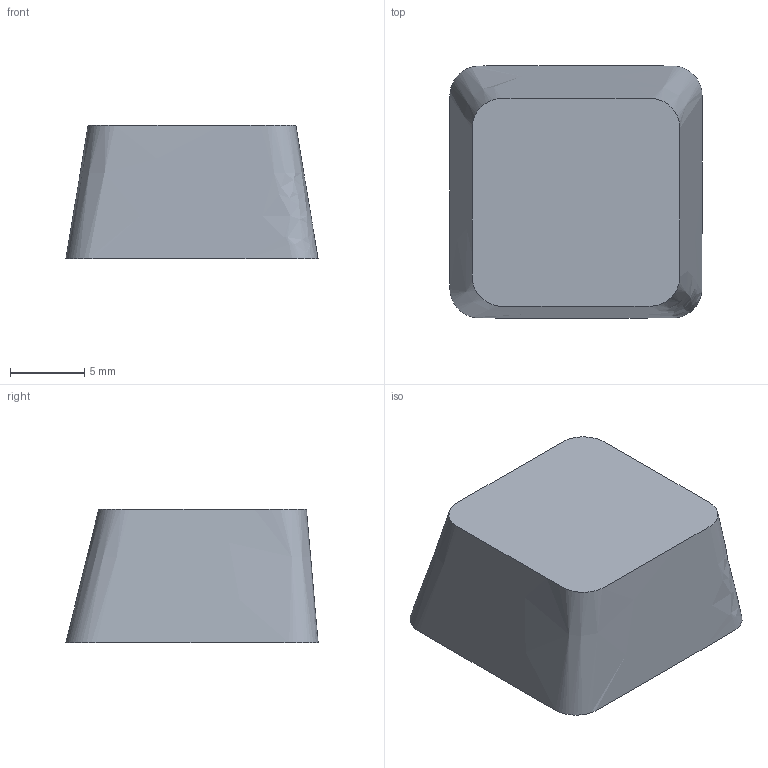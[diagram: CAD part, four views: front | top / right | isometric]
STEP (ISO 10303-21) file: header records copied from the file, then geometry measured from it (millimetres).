
FILE_DESCRIPTION(/* description */ (''),/* implementation_level */ '2;1');
FILE_NAME(/* name */ 'keycap.step',/* time_stamp */ '2023-04-22T19:27:38+03:00',/* author */ (''),/* organization */ (''),/* preprocessor_version */ 'ST-DEVELOPER v19.2',/* originating_system */ 'Autodesk Translation Framework v12.4.0.73',/* authorisation */ '');
FILE_SCHEMA (('AUTOMOTIVE_DESIGN { 1 0 10303 214 3 1 1 }'));
Length unit declared in the file: millimetre
Products named in the file (1): Keycap flat
Bounding box: 17 x 17 x 9 mm (x, y, z)
Volume: 760.9 mm3; surface area: 1654.2 mm2
Topology: 1 solids, 1 shells, 35 faces, 93 edges, 62 vertices
Faces by surface type: plane 32, bspline 2, cylinder 1
Full cylindrical faces by diameter (mm): 5.6 x1
Entity records: 2639 total; most frequent: CARTESIAN_POINT 1768, ORIENTED_EDGE 186, DIRECTION 150, EDGE_CURVE 93, LINE 62, VECTOR 62, VERTEX_POINT 62, AXIS2_PLACEMENT_3D 44
